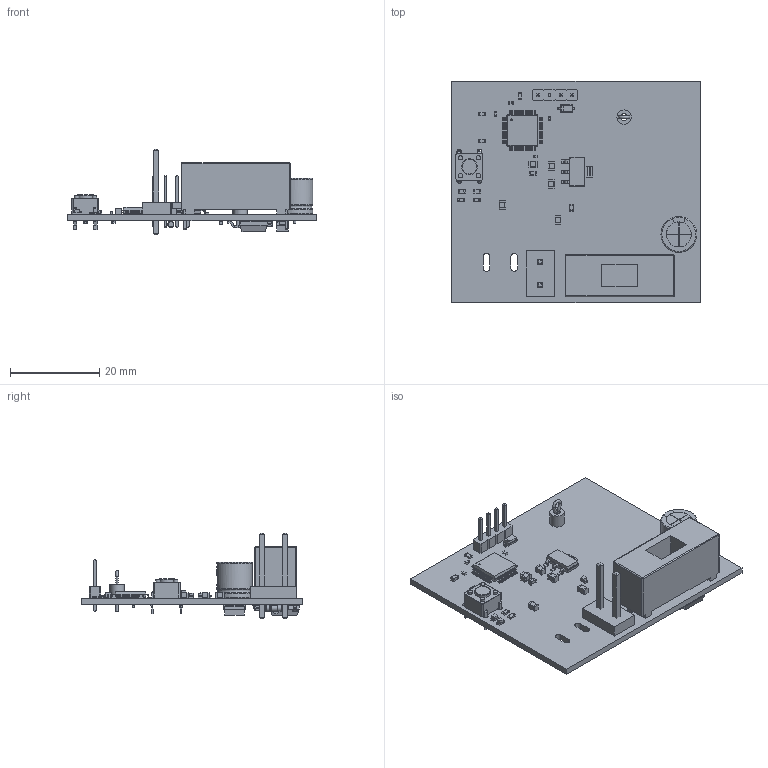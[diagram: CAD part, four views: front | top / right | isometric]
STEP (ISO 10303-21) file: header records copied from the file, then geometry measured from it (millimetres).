
FILE_DESCRIPTION(('KiCad electronic assembly'),'2;1');
FILE_NAME('ECAD_main-3D.step','2025-10-27T20:24:13',('Pcbnew'),('Kicad') ,'Open CASCADE STEP processor 7.6','KiCad to STEP converter','Unknown' );
FILE_SCHEMA(('AUTOMOTIVE_DESIGN { 1 0 10303 214 1 1 1 1 }'));
Length unit declared in the file: millimetre
Products named in the file (23): ECAD_main-3D 1; SW_PUSH_6mm_H4.3mm; CP_Radial_D8.0mm_P3.50mm; LED_0603_1608Metric; L_0603_1608Metric; D_SOD-123; C_0402_1005Metric; Fuseholder_Cylinder-5x20mm_Stelvio-Kontek_PTF78_Horizontal_Open; C_0603_1608Metric; R_0603_1608Metric; C_0805_2012Metric; TestPoint_Loop_D2.60mm_Drill1.6mm_Beaded; Samtec_HPM-02-01-x-S_Straight_1x02_Pitch5.08mm; ECAD_main-3D 1.21.1; LQFP-48_7x7mm_P0.5mm; SOT-223; PinHeader_1x04_P2.54mm_Vertical; TO-252-2; ECAD_main-3D 1.30.1; D_MiniMELF; D_SMA; SOT-23; kibot_ksru5vz4_PCB
Assembly tree (38 placements, depth 3):
  ECAD_main-3D 1
    SW_PUSH_6mm_H4.3mm
    CP_Radial_D8.0mm_P3.50mm
    LED_0603_1608Metric  x3
    L_0603_1608Metric
    D_SOD-123
    C_0402_1005Metric  x6
    Fuseholder_Cylinder-5x20mm_Stelvio-Kontek_PTF78_Horizontal_Open
    C_0603_1608Metric  x3
    R_0603_1608Metric  x3
    C_0805_2012Metric  x5
    TestPoint_Loop_D2.60mm_Drill1.6mm_Beaded
    Samtec_HPM-02-01-x-S_Straight_1x02_Pitch5.08mm
      ECAD_main-3D 1.21.1
    LQFP-48_7x7mm_P0.5mm
    SOT-223
    PinHeader_1x04_P2.54mm_Vertical
    TO-252-2
      ECAD_main-3D 1.30.1
    D_MiniMELF
    D_SMA
    SOT-23  x2
    kibot_ksru5vz4_PCB
Bounding box: 55.5 x 49.5 x 19.05 mm (x, y, z)
Volume: 7142.7 mm3; surface area: 9231 mm2
Topology: 43 solids, 44 shells, 2190 faces, 5697 edges, 3654 vertices
Faces by surface type: plane 1505, cylinder 577, bspline 92, revolution 8, torus 4, sphere 4
Full cylindrical faces by diameter (mm): 0.5 x2, 0.6 x2, 0.8 x2, 1 x9, 1.1 x4, 1.35 x2, 1.4 x3, 1.5 x2, 1.6 x2, 1.75 x2, 3.2 x1, 3.5 x1
Entity records: 51843 total; most frequent: CARTESIAN_POINT 10472, ORIENTED_EDGE 8651, DIRECTION 8264, EDGE_CURVE 4326, LINE 3346, VECTOR 3346, VERTEX_POINT 2759, AXIS2_PLACEMENT_3D 2455
